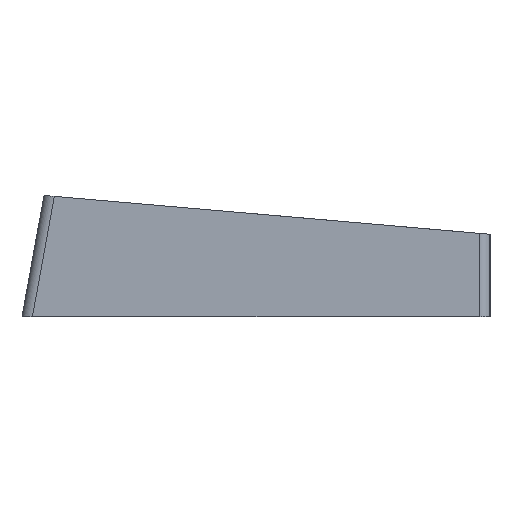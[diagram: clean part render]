
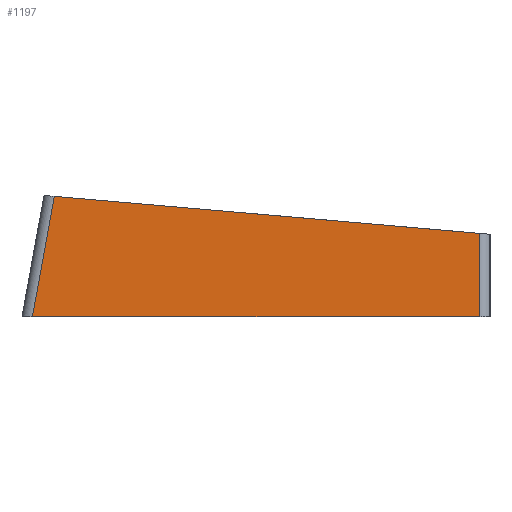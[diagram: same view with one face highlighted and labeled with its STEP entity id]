
A CAD part, left-side view. The second image highlights one B-rep face of the part: STEP entity #1197.
In plain terms, the highlighted planar face has unit normal (-1, 0, 0).
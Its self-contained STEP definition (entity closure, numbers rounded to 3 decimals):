
#50=PLANE('',#1301);
#115=FACE_OUTER_BOUND('',#191,.T.);
#191=EDGE_LOOP('',(#901,#902,#903,#904,#905,#906));
#276=LINE('',#1755,#424);
#282=LINE('',#1776,#430);
#288=LINE('',#1789,#436);
#289=LINE('',#1793,#437);
#294=LINE('',#1802,#442);
#295=LINE('',#1803,#443);
#424=VECTOR('',#1408,10.);
#430=VECTOR('',#1428,10.);
#436=VECTOR('',#1438,10.);
#437=VECTOR('',#1443,10.);
#442=VECTOR('',#1450,10.);
#443=VECTOR('',#1451,10.);
#586=VERTEX_POINT('',#1752);
#587=VERTEX_POINT('',#1754);
#594=VERTEX_POINT('',#1773);
#595=VERTEX_POINT('',#1775);
#600=VERTEX_POINT('',#1788);
#601=VERTEX_POINT('',#1792);
#696=EDGE_CURVE('',#587,#586,#276,.T.);
#706=EDGE_CURVE('',#595,#594,#282,.T.);
#713=EDGE_CURVE('',#595,#600,#288,.T.);
#715=EDGE_CURVE('',#601,#600,#289,.T.);
#720=EDGE_CURVE('',#587,#594,#294,.T.);
#721=EDGE_CURVE('',#586,#601,#295,.T.);
#901=ORIENTED_EDGE('',*,*,#713,.F.);
#902=ORIENTED_EDGE('',*,*,#706,.T.);
#903=ORIENTED_EDGE('',*,*,#720,.F.);
#904=ORIENTED_EDGE('',*,*,#696,.T.);
#905=ORIENTED_EDGE('',*,*,#721,.T.);
#906=ORIENTED_EDGE('',*,*,#715,.T.);
#1197=ADVANCED_FACE('',(#115),#50,.T.);
#1301=AXIS2_PLACEMENT_3D('',#1801,#1448,#1449);
#1408=DIRECTION('',(0.,-1.,0.));
#1428=DIRECTION('',(0.,0.996,0.087));
#1438=DIRECTION('',(0.,0.,-1.));
#1443=DIRECTION('',(0.,-1.,0.));
#1448=DIRECTION('center_axis',(-1.,0.,0.));
#1449=DIRECTION('ref_axis',(0.,0.,1.));
#1450=DIRECTION('',(0.,-0.179,0.984));
#1451=DIRECTION('',(0.,-1.,0.));
#1752=CARTESIAN_POINT('',(-2.7,0.,0.));
#1754=CARTESIAN_POINT('',(-2.7,0.467,0.));
#1755=CARTESIAN_POINT('',(-2.7,0.,0.));
#1773=CARTESIAN_POINT('',(-2.7,-3.795,23.392));
#1775=CARTESIAN_POINT('',(-2.7,-86.6,16.191));
#1776=CARTESIAN_POINT('',(-2.7,-88.8,16.));
#1788=CARTESIAN_POINT('',(-2.7,-86.6,0.));
#1789=CARTESIAN_POINT('',(-2.7,-86.6,3.98));
#1792=CARTESIAN_POINT('',(-2.7,-86.1,0.));
#1793=CARTESIAN_POINT('',(-2.7,-86.1,0.));
#1801=CARTESIAN_POINT('Origin',(-2.7,-43.05,7.96));
#1802=CARTESIAN_POINT('',(-2.7,-3.048,19.293));
#1803=CARTESIAN_POINT('',(-2.7,-86.1,0.));
